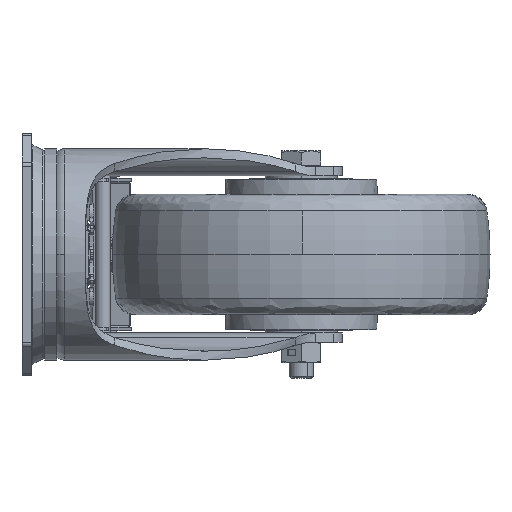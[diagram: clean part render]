
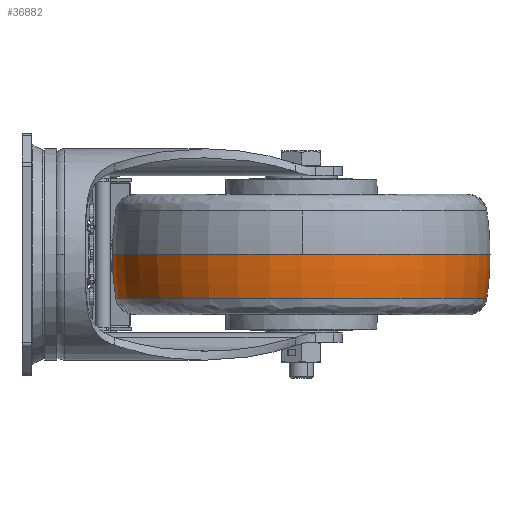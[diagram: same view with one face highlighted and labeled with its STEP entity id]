
A CAD part, left-side view. The second image highlights one B-rep face of the part: STEP entity #36882.
In plain terms, the highlighted toroidal (fillet/blend) face has major radius 32.499 mm and minor radius 95 mm.
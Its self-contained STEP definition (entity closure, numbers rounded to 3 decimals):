
#652 = VERTEX_POINT ( 'NONE', #17134 ) ;
#1111 = DIRECTION ( 'NONE',  ( -0.005, 1., 0. ) ) ;
#2137 = CIRCLE ( 'NONE', #28596, 95. ) ;
#2520 = DIRECTION ( 'NONE',  ( -1., -0.005, 0. ) ) ;
#2972 = TOROIDAL_SURFACE ( 'NONE', #10390, -32.499, 95. ) ;
#3884 = CARTESIAN_POINT ( 'NONE',  ( 40.328, -154.999, 0. ) ) ;
#4510 = VERTEX_POINT ( 'NONE', #23352 ) ;
#5088 = EDGE_CURVE ( 'NONE', #35155, #7274, #8461, .T. ) ;
#5368 = DIRECTION ( 'NONE',  ( 0., 0., 1. ) ) ;
#7274 = VERTEX_POINT ( 'NONE', #7701 ) ;
#7479 = EDGE_CURVE ( 'NONE', #7274, #4510, #14950, .T. ) ;
#7701 = CARTESIAN_POINT ( 'NONE',  ( -22.499, -92.828, 0. ) ) ;
#8461 = CIRCLE ( 'NONE', #20236, 62.5 ) ;
#8499 = DIRECTION ( 'NONE',  ( 0.005, -1., 0. ) ) ;
#8933 = DIRECTION ( 'NONE',  ( 1., 0.005, 0. ) ) ;
#9580 = EDGE_CURVE ( 'NONE', #16740, #4510, #2137, .T. ) ;
#10390 = AXIS2_PLACEMENT_3D ( 'NONE', #35418, #14565, #11682 ) ;
#11280 = AXIS2_PLACEMENT_3D ( 'NONE', #18466, #18073, #1111 ) ;
#11564 = ORIENTED_EDGE ( 'NONE', *, *, #9580, .F. ) ;
#11682 = DIRECTION ( 'NONE',  ( 0.005, -1., 0. ) ) ;
#12279 = ORIENTED_EDGE ( 'NONE', *, *, #24058, .T. ) ;
#12698 = CIRCLE ( 'NONE', #31156, 61.459 ) ;
#14565 = DIRECTION ( 'NONE',  ( 0., 0., 1. ) ) ;
#14950 = CIRCLE ( 'NONE', #11280, 62.5 ) ;
#16740 = VERTEX_POINT ( 'NONE', #37678 ) ;
#17106 = DIRECTION ( 'NONE',  ( 0.005, -1., 0. ) ) ;
#17134 = CARTESIAN_POINT ( 'NONE',  ( 40.322, -153.958, -14.459 ) ) ;
#18073 = DIRECTION ( 'NONE',  ( 0., 0., -1. ) ) ;
#18466 = CARTESIAN_POINT ( 'NONE',  ( 40., -92.5, 0. ) ) ;
#20236 = AXIS2_PLACEMENT_3D ( 'NONE', #22127, #21753, #30606 ) ;
#20484 = EDGE_LOOP ( 'NONE', ( #11564, #38093, #12279, #36367, #21111 ) ) ;
#21111 = ORIENTED_EDGE ( 'NONE', *, *, #7479, .T. ) ;
#21753 = DIRECTION ( 'NONE',  ( 0., 0., -1. ) ) ;
#22127 = CARTESIAN_POINT ( 'NONE',  ( 40., -92.5, 0. ) ) ;
#22234 = AXIS2_PLACEMENT_3D ( 'NONE', #28914, #2520, #8499 ) ;
#23352 = CARTESIAN_POINT ( 'NONE',  ( 39.672, -30.001, 0. ) ) ;
#24058 = EDGE_CURVE ( 'NONE', #652, #35155, #29686, .T. ) ;
#26141 = FACE_OUTER_BOUND ( 'NONE', #20484, .T. ) ;
#26841 = EDGE_CURVE ( 'NONE', #16740, #652, #12698, .T. ) ;
#28596 = AXIS2_PLACEMENT_3D ( 'NONE', #30096, #8933, #32234 ) ;
#28914 = CARTESIAN_POINT ( 'NONE',  ( 39.83, -60.001, -0.425 ) ) ;
#29686 = CIRCLE ( 'NONE', #22234, 95. ) ;
#30096 = CARTESIAN_POINT ( 'NONE',  ( 40.17, -124.999, -0.425 ) ) ;
#30606 = DIRECTION ( 'NONE',  ( -0.005, 1., 0. ) ) ;
#31156 = AXIS2_PLACEMENT_3D ( 'NONE', #31758, #5368, #17106 ) ;
#31758 = CARTESIAN_POINT ( 'NONE',  ( 40., -92.5, -14.459 ) ) ;
#32234 = DIRECTION ( 'NONE',  ( -0.005, 1., 0. ) ) ;
#35155 = VERTEX_POINT ( 'NONE', #3884 ) ;
#35418 = CARTESIAN_POINT ( 'NONE',  ( 40., -92.5, -0.425 ) ) ;
#36367 = ORIENTED_EDGE ( 'NONE', *, *, #5088, .T. ) ;
#36882 = ADVANCED_FACE ( 'NONE', ( #26141 ), #2972, .T. ) ;
#37678 = CARTESIAN_POINT ( 'NONE',  ( 39.678, -31.042, -14.459 ) ) ;
#38093 = ORIENTED_EDGE ( 'NONE', *, *, #26841, .T. ) ;
